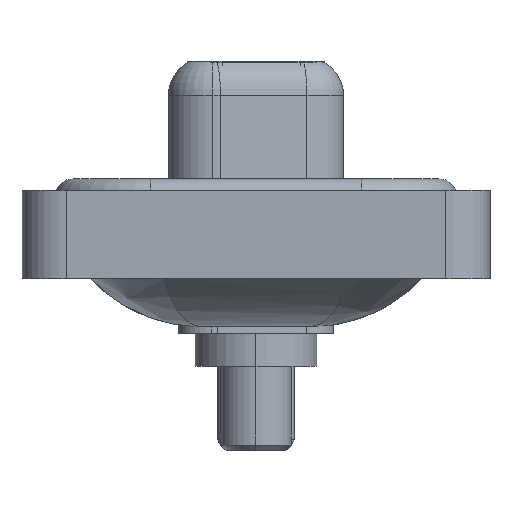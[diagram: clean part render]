
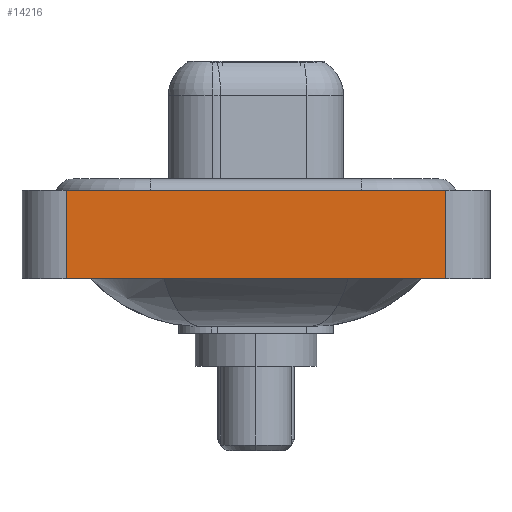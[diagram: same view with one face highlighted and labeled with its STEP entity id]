
A CAD part, left-side view. The second image highlights one B-rep face of the part: STEP entity #14216.
In plain terms, the highlighted planar face has unit normal (-1, 0, 0).
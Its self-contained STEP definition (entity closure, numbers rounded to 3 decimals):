
#383 = ORIENTED_EDGE ( 'NONE', *, *, #6836, .F. ) ;
#669 = VECTOR ( 'NONE', #4082, 1000. ) ;
#1569 = DIRECTION ( 'NONE',  ( 0., 0., 1. ) ) ;
#2133 = DIRECTION ( 'NONE',  ( 0., 0., 1. ) ) ;
#2448 = CARTESIAN_POINT ( 'NONE',  ( -7.3, 8.55, -3.6 ) ) ;
#2984 = VECTOR ( 'NONE', #1569, 1000. ) ;
#3106 = EDGE_LOOP ( 'NONE', ( #6417, #383, #3806, #11925 ) ) ;
#3806 = ORIENTED_EDGE ( 'NONE', *, *, #4392, .F. ) ;
#4082 = DIRECTION ( 'NONE',  ( 0., -1., 0. ) ) ;
#4392 = EDGE_CURVE ( 'NONE', #7913, #9261, #13495, .T. ) ;
#4647 = LINE ( 'NONE', #15582, #2984 ) ;
#5019 = PLANE ( 'NONE',  #6869 ) ;
#5460 = CARTESIAN_POINT ( 'NONE',  ( -7.3, -8.55, -3.6 ) ) ;
#5732 = EDGE_CURVE ( 'NONE', #5860, #9513, #4647, .T. ) ;
#5860 = VERTEX_POINT ( 'NONE', #5460 ) ;
#6417 = ORIENTED_EDGE ( 'NONE', *, *, #5732, .T. ) ;
#6836 = EDGE_CURVE ( 'NONE', #9261, #9513, #8872, .T. ) ;
#6869 = AXIS2_PLACEMENT_3D ( 'NONE', #19228, #11255, #7871 ) ;
#7407 = CARTESIAN_POINT ( 'NONE',  ( -7.3, -8.55, 0.4 ) ) ;
#7871 = DIRECTION ( 'NONE',  ( 0., 0., 1. ) ) ;
#7913 = VERTEX_POINT ( 'NONE', #20147 ) ;
#8872 = LINE ( 'NONE', #7407, #19538 ) ;
#9261 = VERTEX_POINT ( 'NONE', #17182 ) ;
#9513 = VERTEX_POINT ( 'NONE', #16913 ) ;
#10014 = LINE ( 'NONE', #18001, #669 ) ;
#11255 = DIRECTION ( 'NONE',  ( -1., 0., 0. ) ) ;
#11925 = ORIENTED_EDGE ( 'NONE', *, *, #14386, .T. ) ;
#13495 = LINE ( 'NONE', #2448, #15037 ) ;
#14216 = ADVANCED_FACE ( 'NONE', ( #19041 ), #5019, .T. ) ;
#14386 = EDGE_CURVE ( 'NONE', #7913, #5860, #10014, .T. ) ;
#15037 = VECTOR ( 'NONE', #2133, 1000. ) ;
#15582 = CARTESIAN_POINT ( 'NONE',  ( -7.3, -8.55, -3.6 ) ) ;
#16913 = CARTESIAN_POINT ( 'NONE',  ( -7.3, -8.55, 0.4 ) ) ;
#17182 = CARTESIAN_POINT ( 'NONE',  ( -7.3, 8.55, 0.4 ) ) ;
#18001 = CARTESIAN_POINT ( 'NONE',  ( -7.3, -8.55, -3.6 ) ) ;
#18383 = DIRECTION ( 'NONE',  ( 0., -1., 0. ) ) ;
#19041 = FACE_OUTER_BOUND ( 'NONE', #3106, .T. ) ;
#19228 = CARTESIAN_POINT ( 'NONE',  ( -7.3, -8.55, -3.6 ) ) ;
#19538 = VECTOR ( 'NONE', #18383, 1000. ) ;
#20147 = CARTESIAN_POINT ( 'NONE',  ( -7.3, 8.55, -3.6 ) ) ;
